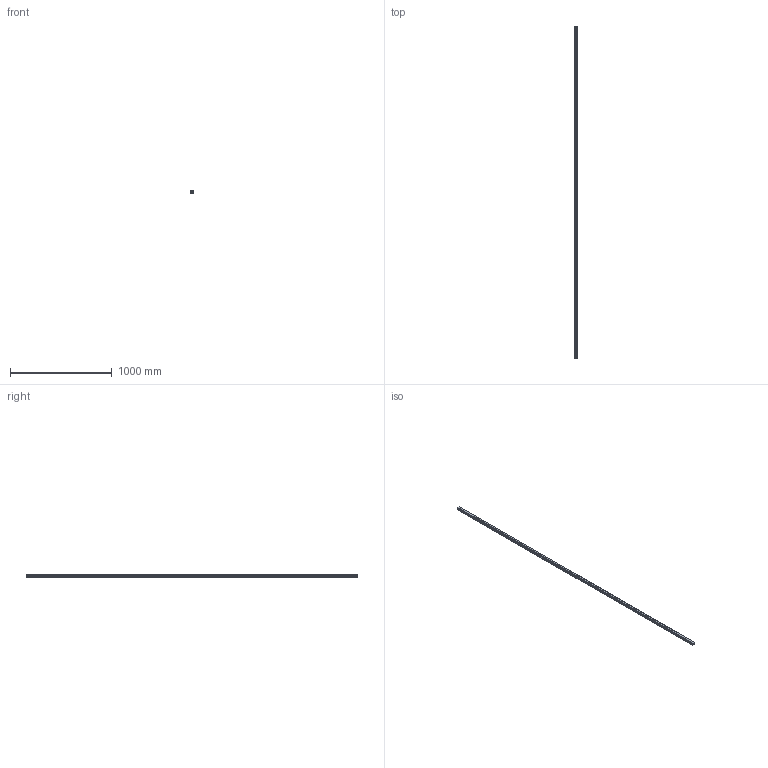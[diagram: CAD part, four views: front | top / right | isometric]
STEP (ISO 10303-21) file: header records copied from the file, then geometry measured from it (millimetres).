
FILE_DESCRIPTION(('STEP AP214'),'1');
FILE_NAME('cctmp_A0F7BCBE-1D7C-435C-BEC9-34F74C17054A_2021_01_26_14_34_30_0296..stp','2021-01-26T13:34:30',('HIWIN GmbH'),('CADClick - www.CADClick.com'),'Spatial InterOp 3D',' ','unknown authorization');
FILE_SCHEMA(('AUTOMOTIVE_DESIGN'));
Length unit declared in the file: millimetre
Products named in the file (1): HGR30T3260C_FILE
Bounding box: 28 x 3260 x 26 mm (x, y, z)
Volume: 1977482.1 mm3; surface area: 374995.4 mm2
Topology: 1 solids, 1 shells, 279 faces, 737 edges, 423 vertices
Faces by surface type: cylinder 104, plane 93, cone 82
Entity records: 10225 total; most frequent: DIRECTION 1423, CARTESIAN_POINT 1358, ORIENTED_EDGE 1310, EDGE_CURVE 655, AXIS2_PLACEMENT_3D 488, LINE 447, VECTOR 447, VERTEX_POINT 423
